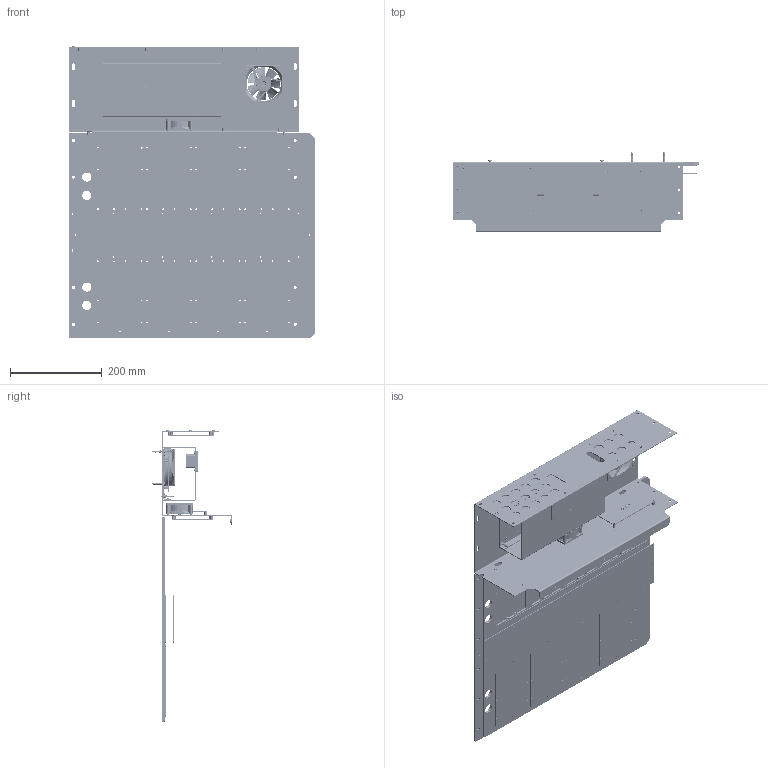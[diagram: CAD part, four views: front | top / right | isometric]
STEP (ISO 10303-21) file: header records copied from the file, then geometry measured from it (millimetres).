
FILE_DESCRIPTION (( 'STEP AP214' ), '1' );
FILE_NAME ('CHECKED_Receiver.STEP', '2017-03-17T17:24:48', ( '' ), ( '' ), 'SwSTEP 2.0', 'SolidWorks 2015', '' );
FILE_SCHEMA (( 'AUTOMOTIVE_DESIGN' ));
Length unit declared in the file: inch
Products named in the file (38): CHECKED_Copy of FRAME_F; CHECKED_SW3dPS-fan 60x60x25 mm_Carcasa Ventilador 60x60_2_F; CHECKED_RX_OtherPCBs; CHECKED_Dtacq_PCBs; CHECKED_U Top Section; CHECKED_CLS-M4-0-PennEngineering-01-13-2017_F; CHECKED_TOPPCB_F; CHECKED_OTHERPCB; CHECKED_UTopFold; CHECKED_SOSG-3.5M3-10-PennEngineering-01-13-2017_F; CHECKED_LOBuffer; CHECKED_F5801K800_EX_F_5801K8; CHECKED_UFrame; CHECKED_3503_F; CHECKED_DtacqShell; CHECKED_F80MM_FAN_HOUSING_EX_F; CHECKED_BottomPlate_F; CHECKED_F80MM_FAN_PROP_2_EX_F; CHECKED_Receiver; CHECKED_OptionalPartsDtacq; CHECKED_Dtacq_Assembly; CHECKED_CPCBMiddle_EX_F; CHECKED_350zp_10_F; CHECKED_RADCLEF_F; CHECKED_TopSectionU; CHECKED_DtacqBell; CHECKED_QRX2_EX_F; CHECKED_SW3dPS-fan 60x60x25 mm_Carcasa Ventilador 60x60_F; CHECKED_Cooling; CHECKED_CLEF; CHECKED_RX Assembly; CHECKED_FANSBACK_2_EX_F; CHECKED_OCXO_PCB; CHECKED_RubberStands; CHECKED_PowerDistribution; CHECKED_Fan 60x60x25mm_F; CHECKED_RX_Plate_F; CHECKED_5801K800_F_5801K8
Assembly tree (102 placements, depth 6):
  CHECKED_Receiver
    CHECKED_RX Assembly
      CHECKED_CPCBMiddle_EX_F
      CHECKED_QRX2_EX_F  x4
      CHECKED_RX_Plate_F
      CHECKED_TOPPCB_F
    CHECKED_U Top Section
      CHECKED_TopSectionU
        CHECKED_UFrame
        CHECKED_SOSG-3.5M3-10-PennEngineering-01-13-2017_F  x20
        CHECKED_CLS-M4-0-PennEngineering-01-13-2017_F  x6
      CHECKED_OTHERPCB
      CHECKED_Fan 60x60x25mm_F
        CHECKED_SW3dPS-fan 60x60x25 mm_Carcasa Ventilador 60x60_F
        CHECKED_SW3dPS-fan 60x60x25 mm_Carcasa Ventilador 60x60_2_F
        CHECKED_5801K800_F_5801K8  x4
      CHECKED_Dtacq_Assembly
        CHECKED_Dtacq_PCBs
          CHECKED_RADCLEF_F
          CHECKED_CLEF
        CHECKED_OptionalPartsDtacq
          CHECKED_RubberStands
            CHECKED_5801K800_F_5801K8  x4
        CHECKED_DtacqBell
        CHECKED_BottomPlate_F
          CHECKED_350zp_10_F  x8
          CHECKED_3503_F  x18
          CHECKED_Copy of FRAME_F
        CHECKED_DtacqShell
          CHECKED_3503_F  x4
          CHECKED_UTopFold
      CHECKED_PowerDistribution
    CHECKED_Cooling
      CHECKED_FANSBACK_2_EX_F
        CHECKED_F80MM_FAN_HOUSING_EX_F
        CHECKED_F5801K800_EX_F_5801K8  x4
        CHECKED_F80MM_FAN_PROP_2_EX_F
    CHECKED_RX_OtherPCBs
      CHECKED_LOBuffer
      CHECKED_OCXO_PCB
Bounding box: 534.5 x 174.01 x 635.09 mm (x, y, z)
Volume: 1915144 mm3; surface area: 1727030.8 mm2
Topology: 111 solids, 111 shells, 4642 faces, 12108 edges, 7921 vertices
Faces by surface type: cylinder 2314, plane 1458, bspline 522, cone 225, torus 112, sphere 11
Full cylindrical faces by diameter (mm): 2.459 x58, 3 x63, 3.175 x36, 3.242 x6, 3.48 x22, 3.5 x146, 3.771 x8, 4 x16, 4.19 x8, 4.2 x18, 4.22 x46, 4.5 x16, 4.851 x20, 5 x32, 5.12 x40, 5.25 x12, 5.38 x6, 5.39 x60, 6.3 x22, 6.35 x1, 6.625 x6, 7 x14, 7.87 x6, 7.875 x12, 8 x1, 20 x43, 23.151 x1, 26.67 x1, 28.345 x1, 30 x1
Entity records: 104461 total; most frequent: CARTESIAN_POINT 46028, ORIENTED_EDGE 10842, DIRECTION 9366, EDGE_CURVE 5421, VERTEX_POINT 3767, AXIS2_PLACEMENT_3D 3400, EDGE_LOOP 3370, VECTOR 2566
